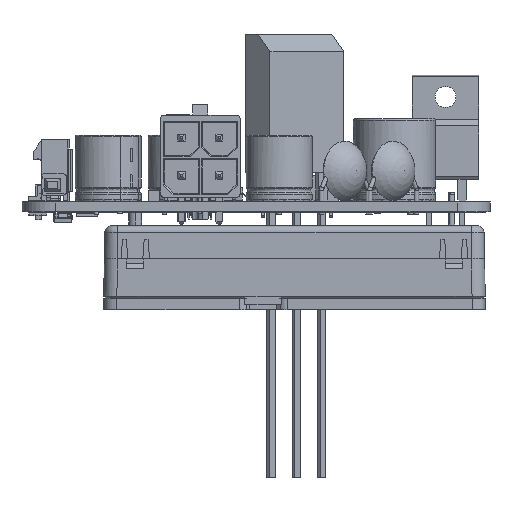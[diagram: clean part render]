
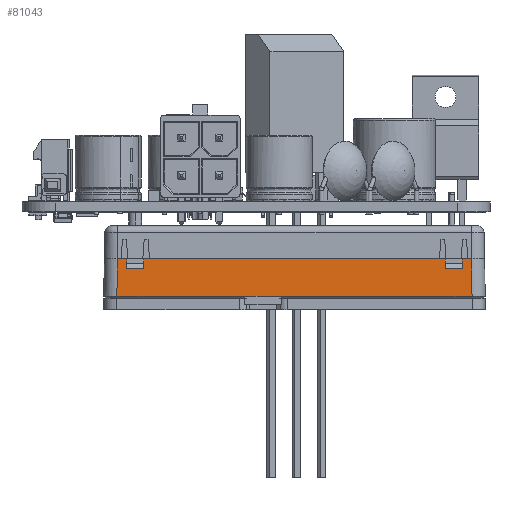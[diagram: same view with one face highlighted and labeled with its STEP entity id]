
A CAD part, left-side view. The second image highlights one B-rep face of the part: STEP entity #81043.
In plain terms, the highlighted face is planar.
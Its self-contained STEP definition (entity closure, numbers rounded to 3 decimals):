
#80826 = VERTEX_POINT('',#80827);
#80827 = CARTESIAN_POINT('',(22.85,5.001,
    30.395));
#80858 = VERTEX_POINT('',#80859);
#80859 = CARTESIAN_POINT('',(22.85,6.5,
    30.421));
#80865 = EDGE_CURVE('',#80858,#80826,#80866,.T.);
#80866 = LINE('',#80867,#80868);
#80867 = CARTESIAN_POINT('',(22.85,5.,
    30.395));
#80868 = VECTOR('',#80869,1.);
#80869 = DIRECTION('',(0.,-1.,-0.017));
#80890 = VERTEX_POINT('',#80891);
#80891 = CARTESIAN_POINT('',(25.45,5.001,
    30.395));
#80897 = EDGE_CURVE('',#80898,#80890,#80900,.T.);
#80898 = VERTEX_POINT('',#80899);
#80899 = CARTESIAN_POINT('',(25.45,6.5,
    30.421));
#80900 = LINE('',#80901,#80902);
#80901 = CARTESIAN_POINT('',(25.45,5.,
    30.395));
#80902 = VECTOR('',#80903,1.);
#80903 = DIRECTION('',(0.,-1.,-0.017));
#80946 = VERTEX_POINT('',#80947);
#80947 = CARTESIAN_POINT('',(-22.85,5.001,
    30.395));
#80953 = EDGE_CURVE('',#80946,#80954,#80956,.T.);
#80954 = VERTEX_POINT('',#80955);
#80955 = CARTESIAN_POINT('',(-22.85,6.5,
    30.421));
#80956 = LINE('',#80957,#80958);
#80957 = CARTESIAN_POINT('',(-22.85,6.5,
    30.421));
#80958 = VECTOR('',#80959,1.);
#80959 = DIRECTION('',(-0.,1.,0.017));
#80994 = VERTEX_POINT('',#80995);
#80995 = CARTESIAN_POINT('',(-25.45,5.001,
    30.395));
#81026 = VERTEX_POINT('',#81027);
#81027 = CARTESIAN_POINT('',(-25.45,6.5,
    30.421));
#81033 = EDGE_CURVE('',#80994,#81026,#81034,.T.);
#81034 = LINE('',#81035,#81036);
#81035 = CARTESIAN_POINT('',(-25.45,6.5,
    30.421));
#81036 = VECTOR('',#81037,1.);
#81037 = DIRECTION('',(-0.,1.,0.017));
#81043 = ADVANCED_FACE('',(#81044),#81122,.T.);
#81044 = FACE_BOUND('',#81045,.T.);
#81045 = EDGE_LOOP('',(#81046,#81054,#81062,#81070,#81078,#81086,#81094,
    #81100,#81101,#81107,#81108,#81114,#81115,#81121));
#81046 = ORIENTED_EDGE('',*,*,#81047,.F.);
#81047 = EDGE_CURVE('',#81048,#80890,#81050,.T.);
#81048 = VERTEX_POINT('',#81049);
#81049 = CARTESIAN_POINT('',(26.846,5.001,
    30.395));
#81050 = LINE('',#81051,#81052);
#81051 = CARTESIAN_POINT('',(-28.95,5.001,
    30.395));
#81052 = VECTOR('',#81053,1.);
#81053 = DIRECTION('',(-1.,-0.,-0.));
#81054 = ORIENTED_EDGE('',*,*,#81055,.T.);
#81055 = EDGE_CURVE('',#81048,#81056,#81058,.T.);
#81056 = VERTEX_POINT('',#81057);
#81057 = CARTESIAN_POINT('',(26.945,10.705,
    30.495));
#81058 = LINE('',#81059,#81060);
#81059 = CARTESIAN_POINT('',(26.933,10.025,
    30.483));
#81060 = VECTOR('',#81061,1.);
#81061 = DIRECTION('',(0.017,1.,
    0.017));
#81062 = ORIENTED_EDGE('',*,*,#81063,.T.);
#81063 = EDGE_CURVE('',#81056,#81064,#81066,.T.);
#81064 = VERTEX_POINT('',#81065);
#81065 = CARTESIAN_POINT('',(7.545,10.705,
    30.495));
#81066 = LINE('',#81067,#81068);
#81067 = CARTESIAN_POINT('',(-28.95,10.705,
    30.495));
#81068 = VECTOR('',#81069,1.);
#81069 = DIRECTION('',(-1.,-0.,-0.));
#81070 = ORIENTED_EDGE('',*,*,#81071,.T.);
#81071 = EDGE_CURVE('',#81064,#81072,#81074,.T.);
#81072 = VERTEX_POINT('',#81073);
#81073 = CARTESIAN_POINT('',(1.955,10.705,
    30.495));
#81074 = LINE('',#81075,#81076);
#81075 = CARTESIAN_POINT('',(-28.95,10.705,
    30.495));
#81076 = VECTOR('',#81077,1.);
#81077 = DIRECTION('',(-1.,-0.,-0.));
#81078 = ORIENTED_EDGE('',*,*,#81079,.T.);
#81079 = EDGE_CURVE('',#81072,#81080,#81082,.T.);
#81080 = VERTEX_POINT('',#81081);
#81081 = CARTESIAN_POINT('',(-26.945,10.705,
    30.495));
#81082 = LINE('',#81083,#81084);
#81083 = CARTESIAN_POINT('',(-28.95,10.705,
    30.495));
#81084 = VECTOR('',#81085,1.);
#81085 = DIRECTION('',(-1.,-0.,-0.));
#81086 = ORIENTED_EDGE('',*,*,#81087,.T.);
#81087 = EDGE_CURVE('',#81080,#81088,#81090,.T.);
#81088 = VERTEX_POINT('',#81089);
#81089 = CARTESIAN_POINT('',(-26.846,5.001,
    30.395));
#81090 = LINE('',#81091,#81092);
#81091 = CARTESIAN_POINT('',(-26.951,11.035,
    30.501));
#81092 = VECTOR('',#81093,1.);
#81093 = DIRECTION('',(0.017,-1.,
    -0.017));
#81094 = ORIENTED_EDGE('',*,*,#81095,.F.);
#81095 = EDGE_CURVE('',#80994,#81088,#81096,.T.);
#81096 = LINE('',#81097,#81098);
#81097 = CARTESIAN_POINT('',(-28.95,5.001,
    30.395));
#81098 = VECTOR('',#81099,1.);
#81099 = DIRECTION('',(-1.,-0.,-0.));
#81100 = ORIENTED_EDGE('',*,*,#81033,.T.);
#81101 = ORIENTED_EDGE('',*,*,#81102,.F.);
#81102 = EDGE_CURVE('',#80954,#81026,#81103,.T.);
#81103 = LINE('',#81104,#81105);
#81104 = CARTESIAN_POINT('',(-22.85,6.5,
    30.421));
#81105 = VECTOR('',#81106,1.);
#81106 = DIRECTION('',(-1.,0.,0.));
#81107 = ORIENTED_EDGE('',*,*,#80953,.F.);
#81108 = ORIENTED_EDGE('',*,*,#81109,.F.);
#81109 = EDGE_CURVE('',#80826,#80946,#81110,.T.);
#81110 = LINE('',#81111,#81112);
#81111 = CARTESIAN_POINT('',(-28.95,5.001,
    30.395));
#81112 = VECTOR('',#81113,1.);
#81113 = DIRECTION('',(-1.,-0.,-0.));
#81114 = ORIENTED_EDGE('',*,*,#80865,.F.);
#81115 = ORIENTED_EDGE('',*,*,#81116,.T.);
#81116 = EDGE_CURVE('',#80858,#80898,#81117,.T.);
#81117 = LINE('',#81118,#81119);
#81118 = CARTESIAN_POINT('',(22.85,6.5,
    30.421));
#81119 = VECTOR('',#81120,1.);
#81120 = DIRECTION('',(1.,0.,0.));
#81121 = ORIENTED_EDGE('',*,*,#80897,.T.);
#81122 = PLANE('',#81123);
#81123 = AXIS2_PLACEMENT_3D('',#81124,#81125,#81126);
#81124 = CARTESIAN_POINT('',(-28.95,11.,
    30.5));
#81125 = DIRECTION('',(0.,-0.017,1.));
#81126 = DIRECTION('',(0.,-1.,-0.017));
